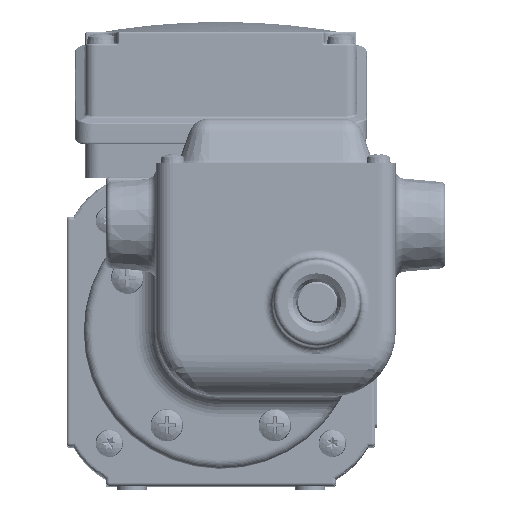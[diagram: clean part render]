
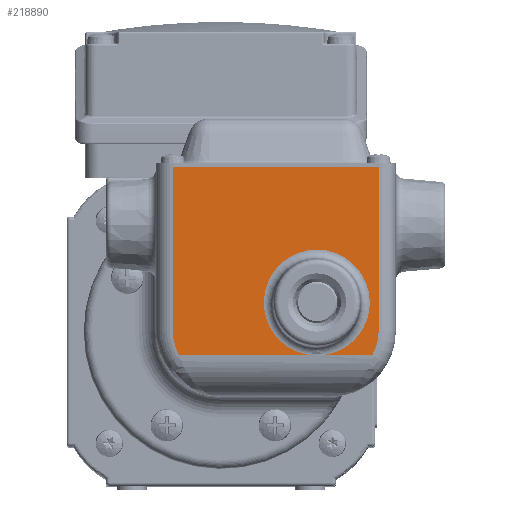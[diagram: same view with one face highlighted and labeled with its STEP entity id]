
A CAD part, top view. The second image highlights one B-rep face of the part: STEP entity #218890.
In plain terms, the highlighted planar face has unit normal (0, 0, 1).
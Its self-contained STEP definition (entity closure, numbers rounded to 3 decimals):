
#231 = ORIENTED_EDGE ( 'NONE', *, *, #129366, .T. ) ;
#7109 = VERTEX_POINT ( 'NONE', #123943 ) ;
#14007 = ORIENTED_EDGE ( 'NONE', *, *, #125720, .T. ) ;
#14318 = CARTESIAN_POINT ( 'NONE',  ( 12.553, 8.38, 173. ) ) ;
#14433 = AXIS2_PLACEMENT_3D ( 'NONE', #102214, #223490, #119587 ) ;
#16874 = VECTOR ( 'NONE', #221505, 1000. ) ;
#17133 = VERTEX_POINT ( 'NONE', #157843 ) ;
#27998 = CARTESIAN_POINT ( 'NONE',  ( 28., 8.38, 173. ) ) ;
#36705 = EDGE_CURVE ( 'NONE', #201186, #17133, #159878, .T. ) ;
#37086 = DIRECTION ( 'NONE',  ( -1., 0., 0. ) ) ;
#37806 = CARTESIAN_POINT ( 'NONE',  ( 29.437, -7., 173. ) ) ;
#44082 = CARTESIAN_POINT ( 'NONE',  ( -14., 0., 173. ) ) ;
#45382 = DIRECTION ( 'NONE',  ( 1., 0., 0. ) ) ;
#48776 = LINE ( 'NONE', #110593, #140961 ) ;
#58320 = DIRECTION ( 'NONE',  ( 0., 1., 0. ) ) ;
#61514 = CARTESIAN_POINT ( 'NONE',  ( 0., 0., 173. ) ) ;
#63861 = CARTESIAN_POINT ( 'NONE',  ( -12.124, -7., 173. ) ) ;
#69674 = EDGE_CURVE ( 'NONE', #92531, #115003, #188740, .T. ) ;
#69740 = LINE ( 'NONE', #123578, #202804 ) ;
#70234 = EDGE_CURVE ( 'NONE', #115003, #17133, #172173, .T. ) ;
#72944 = DIRECTION ( 'NONE',  ( 0., 0., 1. ) ) ;
#73365 = AXIS2_PLACEMENT_3D ( 'NONE', #176822, #72944, #194307 ) ;
#75018 = CARTESIAN_POINT ( 'NONE',  ( 46., 0., 173. ) ) ;
#75764 = CARTESIAN_POINT ( 'NONE',  ( 0., 0., 173. ) ) ;
#78926 = DIRECTION ( 'NONE',  ( 1., 0., 0. ) ) ;
#81423 = CIRCLE ( 'NONE', #194590, 15.447 ) ;
#84064 = CARTESIAN_POINT ( 'NONE',  ( 28., 8.38, 173. ) ) ;
#92531 = VERTEX_POINT ( 'NONE', #141584 ) ;
#93158 = CIRCLE ( 'NONE', #162992, 14. ) ;
#93241 = DIRECTION ( 'NONE',  ( 1., 0., 0. ) ) ;
#101587 = DIRECTION ( 'NONE',  ( 1., 0., 0. ) ) ;
#102214 = CARTESIAN_POINT ( 'NONE',  ( 28., 8.38, 173. ) ) ;
#106610 = VERTEX_POINT ( 'NONE', #200429 ) ;
#110593 = CARTESIAN_POINT ( 'NONE',  ( -19., -7., 173. ) ) ;
#111666 = ORIENTED_EDGE ( 'NONE', *, *, #69674, .T. ) ;
#114747 = DIRECTION ( 'NONE',  ( 1., 0., 0. ) ) ;
#115003 = VERTEX_POINT ( 'NONE', #220714 ) ;
#117552 = CARTESIAN_POINT ( 'NONE',  ( -14., 0., 173. ) ) ;
#119256 = ORIENTED_EDGE ( 'NONE', *, *, #36705, .F. ) ;
#119587 = DIRECTION ( 'NONE',  ( 1., 0., 0. ) ) ;
#123578 = CARTESIAN_POINT ( 'NONE',  ( -19., -7., 173. ) ) ;
#123943 = CARTESIAN_POINT ( 'NONE',  ( 43.447, 8.38, 173. ) ) ;
#124147 = ORIENTED_EDGE ( 'NONE', *, *, #219778, .F. ) ;
#125720 = EDGE_CURVE ( 'NONE', #106610, #224933, #130280, .T. ) ;
#126228 = ORIENTED_EDGE ( 'NONE', *, *, #148253, .T. ) ;
#129366 = EDGE_CURVE ( 'NONE', #201186, #224192, #201466, .T. ) ;
#130280 = CIRCLE ( 'NONE', #161862, 15.447 ) ;
#131522 = ORIENTED_EDGE ( 'NONE', *, *, #132703, .T. ) ;
#132703 = EDGE_CURVE ( 'NONE', #224933, #7109, #141601, .T. ) ;
#140571 = ORIENTED_EDGE ( 'NONE', *, *, #70234, .T. ) ;
#140961 = VECTOR ( 'NONE', #145422, 1000. ) ;
#141584 = CARTESIAN_POINT ( 'NONE',  ( 44.124, -7., 173. ) ) ;
#141601 = CIRCLE ( 'NONE', #14433, 15.447 ) ;
#141952 = ORIENTED_EDGE ( 'NONE', *, *, #224498, .F. ) ;
#145422 = DIRECTION ( 'NONE',  ( -1., 0., 0. ) ) ;
#147398 = AXIS2_PLACEMENT_3D ( 'NONE', #61514, #182881, #78926 ) ;
#148253 = EDGE_CURVE ( 'NONE', #7109, #198881, #81423, .T. ) ;
#149329 = DIRECTION ( 'NONE',  ( 0., 0., -1. ) ) ;
#154059 = EDGE_CURVE ( 'NONE', #224192, #193155, #93158, .T. ) ;
#154476 = VECTOR ( 'NONE', #114747, 1000. ) ;
#157843 = CARTESIAN_POINT ( 'NONE',  ( 46., 48., 173. ) ) ;
#158172 = FACE_OUTER_BOUND ( 'NONE', #222299, .T. ) ;
#159878 = LINE ( 'NONE', #202071, #154476 ) ;
#161733 = ORIENTED_EDGE ( 'NONE', *, *, #154059, .T. ) ;
#161862 = AXIS2_PLACEMENT_3D ( 'NONE', #27998, #149329, #45382 ) ;
#162992 = AXIS2_PLACEMENT_3D ( 'NONE', #75764, #197188, #93241 ) ;
#172173 = LINE ( 'NONE', #75018, #223759 ) ;
#176822 = CARTESIAN_POINT ( 'NONE',  ( 32., 0., 173. ) ) ;
#182881 = DIRECTION ( 'NONE',  ( 0., 0., 1. ) ) ;
#188077 = CARTESIAN_POINT ( 'NONE',  ( -14., 48., 173. ) ) ;
#188740 = CIRCLE ( 'NONE', #73365, 14. ) ;
#193155 = VERTEX_POINT ( 'NONE', #63861 ) ;
#194307 = DIRECTION ( 'NONE',  ( 1., 0., 0. ) ) ;
#194590 = AXIS2_PLACEMENT_3D ( 'NONE', #84064, #205544, #101587 ) ;
#197188 = DIRECTION ( 'NONE',  ( 0., 0., 1. ) ) ;
#198881 = VERTEX_POINT ( 'NONE', #37806 ) ;
#199624 = PLANE ( 'NONE',  #147398 ) ;
#200429 = CARTESIAN_POINT ( 'NONE',  ( 26.563, -7., 173. ) ) ;
#201186 = VERTEX_POINT ( 'NONE', #188077 ) ;
#201466 = LINE ( 'NONE', #117552, #16874 ) ;
#202071 = CARTESIAN_POINT ( 'NONE',  ( 46., 48., 173. ) ) ;
#202804 = VECTOR ( 'NONE', #37086, 1000. ) ;
#205544 = DIRECTION ( 'NONE',  ( 0., 0., -1. ) ) ;
#218890 = ADVANCED_FACE ( 'NONE', ( #158172 ), #199624, .T. ) ;
#219778 = EDGE_CURVE ( 'NONE', #106610, #193155, #48776, .T. ) ;
#220714 = CARTESIAN_POINT ( 'NONE',  ( 46., 0., 173. ) ) ;
#221505 = DIRECTION ( 'NONE',  ( 0., -1., 0. ) ) ;
#222299 = EDGE_LOOP ( 'NONE', ( #140571, #119256, #231, #161733, #124147, #14007, #131522, #126228, #141952, #111666 ) ) ;
#223490 = DIRECTION ( 'NONE',  ( 0., 0., -1. ) ) ;
#223759 = VECTOR ( 'NONE', #58320, 1000. ) ;
#224192 = VERTEX_POINT ( 'NONE', #44082 ) ;
#224498 = EDGE_CURVE ( 'NONE', #92531, #198881, #69740, .T. ) ;
#224933 = VERTEX_POINT ( 'NONE', #14318 ) ;
